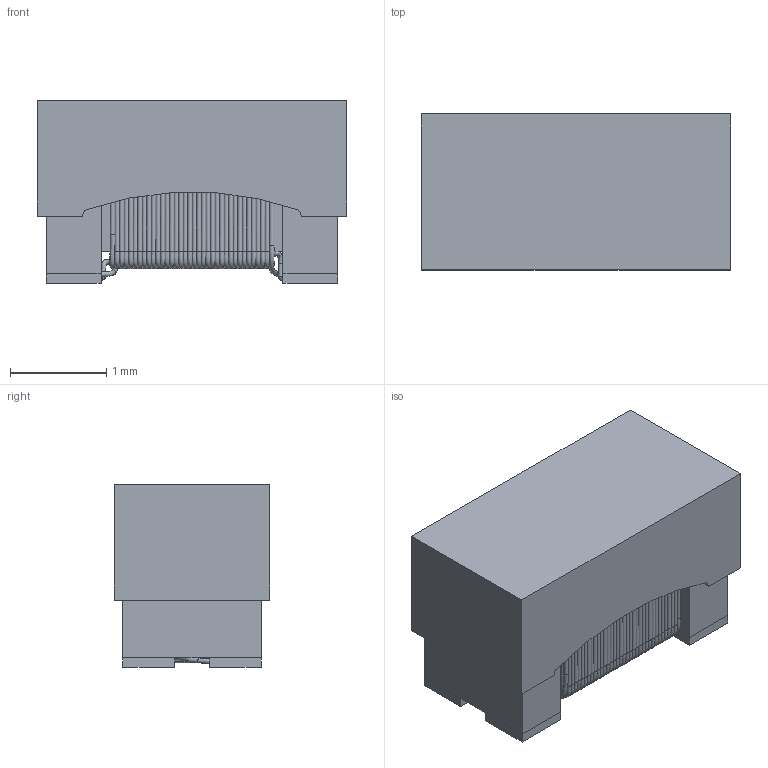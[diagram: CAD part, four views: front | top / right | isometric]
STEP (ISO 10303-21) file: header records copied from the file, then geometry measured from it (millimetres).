
FILE_DESCRIPTION( ('This file contains a STEP AP42 implementation' ,'as created by ZW3D STEP Interface translator.') ,'2;1' );
FILE_NAME( 'PWC1206ST.stp' ,'17 1 6.101419', (''), ('ZWCAD Software Co.'), 'Version 1.0', 'ZW3D to STEP translator', '' );
FILE_SCHEMA( ('CONFIG_CONTROL_DESIGN') );
Length unit declared in the file: millimetre
Products named in the file (1): 0
Bounding box: 3.21 x 1.62 x 1.9 mm (x, y, z)
Volume: 4.8 mm3; surface area: 105.1 mm2
Topology: 10 solids, 207 shells, 661 faces, 1783 edges, 1148 vertices
Faces by surface type: bspline 661
Entity records: 104516 total; most frequent: CARTESIAN_POINT 94755, ORIENTED_EDGE 3039, EDGE_CURVE 1783, B_SPLINE_CURVE_WITH_KNOTS 1306, VERTEX_POINT 1148, EDGE_LOOP 663, FACE_OUTER_BOUND 661, ADVANCED_FACE 661
